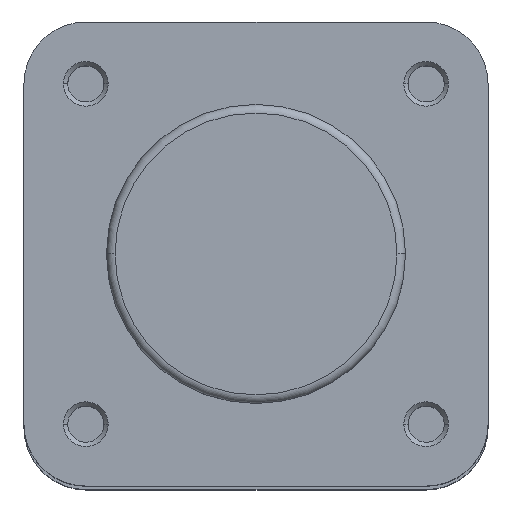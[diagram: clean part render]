
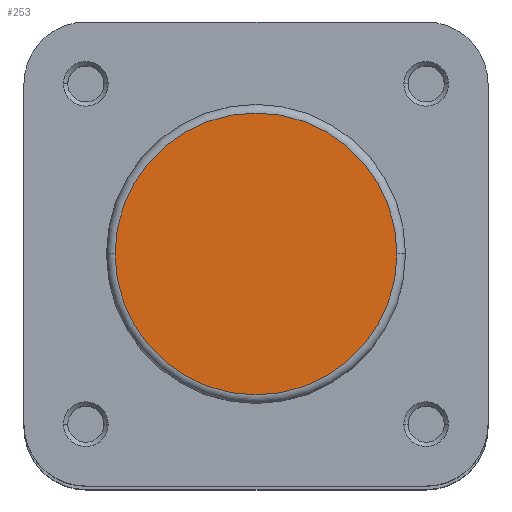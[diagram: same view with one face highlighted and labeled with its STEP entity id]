
A CAD part, top view. The second image highlights one B-rep face of the part: STEP entity #253.
In plain terms, the highlighted planar face has unit normal (0, 0, 1).
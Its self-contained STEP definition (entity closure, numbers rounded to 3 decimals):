
#253 = ADVANCED_FACE ( 'NONE', ( #4383 ), #5144, .F. ) ;
#749 = CIRCLE ( 'NONE', #3588, 16.4 ) ;
#1398 = CARTESIAN_POINT ( 'NONE',  ( 0., 0., 0. ) ) ;
#1406 = DIRECTION ( 'NONE',  ( 0., 0., 1. ) ) ;
#1407 = DIRECTION ( 'NONE',  ( -1., 0., 0. ) ) ;
#2315 = ORIENTED_EDGE ( 'NONE', *, *, #2835, .T. ) ;
#2318 = ORIENTED_EDGE ( 'NONE', *, *, #3148, .T. ) ;
#2664 = VERTEX_POINT ( 'NONE', #5509 ) ;
#2665 = VERTEX_POINT ( 'NONE', #5510 ) ;
#2835 = EDGE_CURVE ( 'NONE', #2665, #2664, #4612, .T. ) ;
#3148 = EDGE_CURVE ( 'NONE', #2664, #2665, #749, .T. ) ;
#3382 = AXIS2_PLACEMENT_3D ( 'NONE', #5143, #5146, #5147 ) ;
#3469 = AXIS2_PLACEMENT_3D ( 'NONE', #5849, #5850, #5851 ) ;
#3588 = AXIS2_PLACEMENT_3D ( 'NONE', #1398, #1406, #1407 ) ;
#3853 = EDGE_LOOP ( 'NONE', ( #2318, #2315 ) ) ;
#4383 = FACE_OUTER_BOUND ( 'NONE', #3853, .T. ) ;
#4612 = CIRCLE ( 'NONE', #3469, 16.4 ) ;
#5143 = CARTESIAN_POINT ( 'NONE',  ( 0., 17.4, 0. ) ) ;
#5144 = PLANE ( 'NONE',  #3382 ) ;
#5146 = DIRECTION ( 'NONE',  ( 0., 0., -1. ) ) ;
#5147 = DIRECTION ( 'NONE',  ( -1., 0., 0. ) ) ;
#5509 = CARTESIAN_POINT ( 'NONE',  ( -16.4, 0., 0. ) ) ;
#5510 = CARTESIAN_POINT ( 'NONE',  ( 16.4, 0., 0. ) ) ;
#5849 = CARTESIAN_POINT ( 'NONE',  ( 0., 0., 0. ) ) ;
#5850 = DIRECTION ( 'NONE',  ( 0., 0., 1. ) ) ;
#5851 = DIRECTION ( 'NONE',  ( -1., 0., 0. ) ) ;
